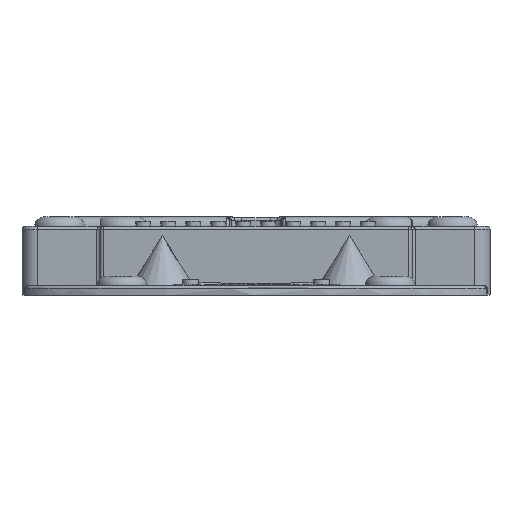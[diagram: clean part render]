
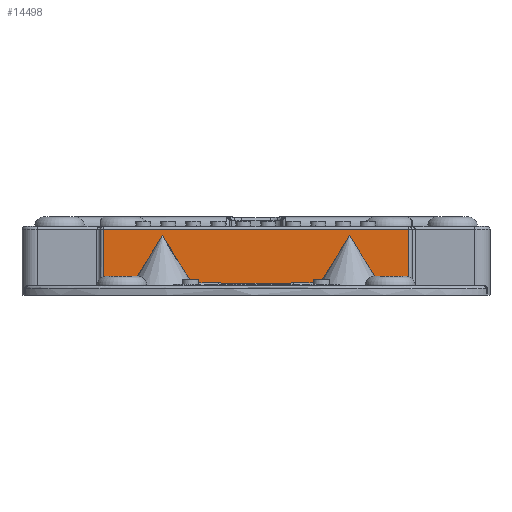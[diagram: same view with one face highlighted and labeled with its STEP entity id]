
A CAD part, left-side view. The second image highlights one B-rep face of the part: STEP entity #14498.
In plain terms, the highlighted planar face has unit normal (-1, 0, 0).
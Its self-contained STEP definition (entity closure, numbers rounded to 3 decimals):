
#1406=FACE_OUTER_BOUND('',#2372,.T.);
#2372=EDGE_LOOP('',(#10761,#10762,#10763,#10764,#10765,#10766,#10767,#10768,
#10769,#10770,#10771,#10772,#10773,#10774));
#3358=CIRCLE('',#15586,2.);
#3359=CIRCLE('',#15587,2.);
#3885=LINE('',#21964,#5063);
#4026=LINE('',#22981,#5204);
#4027=LINE('',#22983,#5205);
#4028=LINE('',#22996,#5206);
#4029=LINE('',#22998,#5207);
#4030=LINE('',#23000,#5208);
#4031=LINE('',#23002,#5209);
#4032=LINE('',#23004,#5210);
#4033=LINE('',#23006,#5211);
#4034=LINE('',#23008,#5212);
#4035=LINE('',#23012,#5213);
#4036=LINE('',#23015,#5214);
#5063=VECTOR('',#17316,10.);
#5204=VECTOR('',#17479,10.);
#5205=VECTOR('',#17480,10.);
#5206=VECTOR('',#17483,10.);
#5207=VECTOR('',#17484,10.);
#5208=VECTOR('',#17485,10.);
#5209=VECTOR('',#17486,10.);
#5210=VECTOR('',#17487,10.);
#5211=VECTOR('',#17488,10.);
#5212=VECTOR('',#17489,10.);
#5213=VECTOR('',#17492,10.);
#5214=VECTOR('',#17495,10.);
#6369=VERTEX_POINT('',#21949);
#6371=VERTEX_POINT('',#21962);
#6654=VERTEX_POINT('',#22980);
#6655=VERTEX_POINT('',#22982);
#6656=VERTEX_POINT('',#22995);
#6657=VERTEX_POINT('',#22997);
#6658=VERTEX_POINT('',#22999);
#6659=VERTEX_POINT('',#23001);
#6660=VERTEX_POINT('',#23003);
#6661=VERTEX_POINT('',#23005);
#6662=VERTEX_POINT('',#23007);
#6663=VERTEX_POINT('',#23009);
#6664=VERTEX_POINT('',#23011);
#6665=VERTEX_POINT('',#23013);
#7948=EDGE_CURVE('',#6371,#6369,#3885,.T.);
#8233=EDGE_CURVE('',#6369,#6654,#4026,.T.);
#8234=EDGE_CURVE('',#6655,#6654,#4027,.T.);
#8236=EDGE_CURVE('',#6656,#6371,#4028,.T.);
#8237=EDGE_CURVE('',#6657,#6656,#4029,.T.);
#8238=EDGE_CURVE('',#6658,#6657,#4030,.T.);
#8239=EDGE_CURVE('',#6659,#6658,#4031,.T.);
#8240=EDGE_CURVE('',#6659,#6660,#4032,.T.);
#8241=EDGE_CURVE('',#6660,#6661,#4033,.T.);
#8242=EDGE_CURVE('',#6662,#6661,#4034,.T.);
#8243=EDGE_CURVE('',#6663,#6662,#3358,.T.);
#8244=EDGE_CURVE('',#6664,#6663,#4035,.T.);
#8245=EDGE_CURVE('',#6665,#6664,#3359,.T.);
#8246=EDGE_CURVE('',#6655,#6665,#4036,.T.);
#10761=ORIENTED_EDGE('',*,*,#7948,.F.);
#10762=ORIENTED_EDGE('',*,*,#8236,.F.);
#10763=ORIENTED_EDGE('',*,*,#8237,.F.);
#10764=ORIENTED_EDGE('',*,*,#8238,.F.);
#10765=ORIENTED_EDGE('',*,*,#8239,.F.);
#10766=ORIENTED_EDGE('',*,*,#8240,.T.);
#10767=ORIENTED_EDGE('',*,*,#8241,.T.);
#10768=ORIENTED_EDGE('',*,*,#8242,.F.);
#10769=ORIENTED_EDGE('',*,*,#8243,.F.);
#10770=ORIENTED_EDGE('',*,*,#8244,.F.);
#10771=ORIENTED_EDGE('',*,*,#8245,.F.);
#10772=ORIENTED_EDGE('',*,*,#8246,.F.);
#10773=ORIENTED_EDGE('',*,*,#8234,.T.);
#10774=ORIENTED_EDGE('',*,*,#8233,.F.);
#14049=PLANE('',#15585);
#14498=ADVANCED_FACE('',(#1406),#14049,.F.);
#15585=AXIS2_PLACEMENT_3D('',#22994,#17481,#17482);
#15586=AXIS2_PLACEMENT_3D('',#23010,#17490,#17491);
#15587=AXIS2_PLACEMENT_3D('',#23014,#17493,#17494);
#17316=DIRECTION('',(0.,1.,0.));
#17479=DIRECTION('',(0.,0.53,0.848));
#17480=DIRECTION('',(0.,-0.53,0.848));
#17481=DIRECTION('center_axis',(1.,0.,0.));
#17482=DIRECTION('ref_axis',(0.,0.,-1.));
#17483=DIRECTION('',(0.,0.,-1.));
#17484=DIRECTION('',(0.,-1.,0.));
#17485=DIRECTION('',(0.,0.,1.));
#17486=DIRECTION('',(0.,1.,0.));
#17487=DIRECTION('',(0.,-0.53,0.848));
#17488=DIRECTION('',(0.,-0.53,-0.848));
#17489=DIRECTION('',(0.,1.,0.));
#17490=DIRECTION('center_axis',(-1.,0.,0.));
#17491=DIRECTION('ref_axis',(0.,0.,1.));
#17492=DIRECTION('',(0.,1.,0.));
#17493=DIRECTION('center_axis',(-1.,0.,0.));
#17494=DIRECTION('ref_axis',(0.,0.,1.));
#17495=DIRECTION('',(0.,1.,0.));
#21949=CARTESIAN_POINT('',(-20.,90.625,4.));
#21962=CARTESIAN_POINT('',(-20.,81.,4.));
#21964=CARTESIAN_POINT('',(-20.,130.,4.));
#22980=CARTESIAN_POINT('',(-20.,100.,19.));
#22981=CARTESIAN_POINT('',(-20.,90.,3.));
#22982=CARTESIAN_POINT('',(-20.,109.375,4.));
#22983=CARTESIAN_POINT('',(-20.,110.,3.));
#22994=CARTESIAN_POINT('Origin',(-20.,130.,21.998));
#22995=CARTESIAN_POINT('',(-20.,81.,21.));
#22996=CARTESIAN_POINT('',(-20.,81.,11.749));
#22997=CARTESIAN_POINT('',(-20.,179.,21.));
#22998=CARTESIAN_POINT('',(-20.,130.,21.));
#22999=CARTESIAN_POINT('',(-20.,179.,4.));
#23000=CARTESIAN_POINT('',(-20.,179.,11.749));
#23001=CARTESIAN_POINT('',(-20.,169.375,4.));
#23002=CARTESIAN_POINT('',(-20.,130.,4.));
#23003=CARTESIAN_POINT('',(-20.,160.,19.));
#23004=CARTESIAN_POINT('',(-20.,165.,11.));
#23005=CARTESIAN_POINT('',(-20.,150.625,4.));
#23006=CARTESIAN_POINT('',(-20.,155.,11.));
#23007=CARTESIAN_POINT('',(-20.,142.,4.));
#23008=CARTESIAN_POINT('',(-20.,130.,4.));
#23009=CARTESIAN_POINT('',(-20.,141.,3.732));
#23010=CARTESIAN_POINT('Origin',(-20.,142.,2.));
#23011=CARTESIAN_POINT('',(-20.,119.,3.732));
#23012=CARTESIAN_POINT('',(-20.,135.5,3.732));
#23013=CARTESIAN_POINT('',(-20.,118.,4.));
#23014=CARTESIAN_POINT('Origin',(-20.,118.,2.));
#23015=CARTESIAN_POINT('',(-20.,130.,4.));
